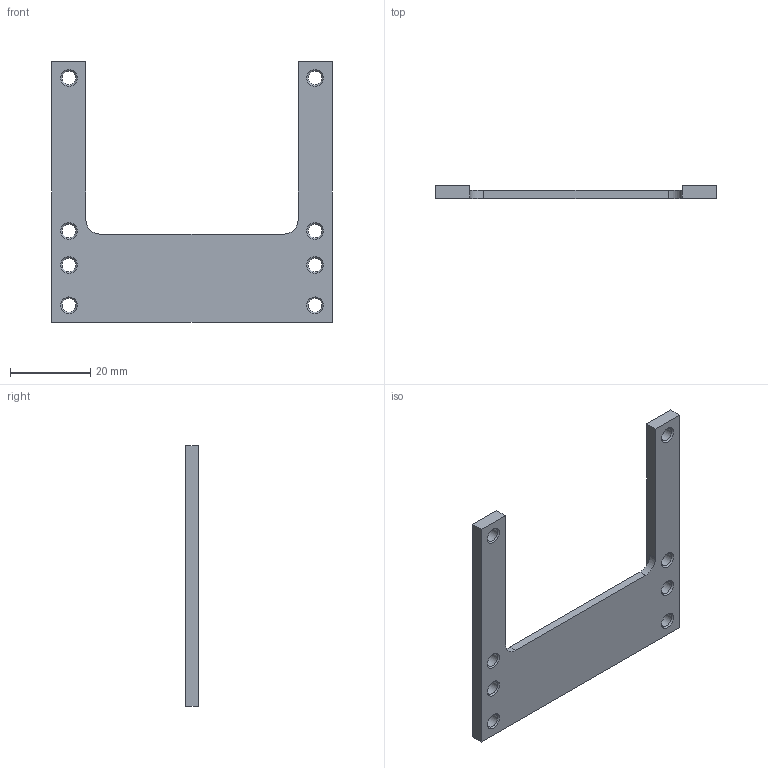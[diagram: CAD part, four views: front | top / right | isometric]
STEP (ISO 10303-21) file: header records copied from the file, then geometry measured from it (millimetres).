
FILE_DESCRIPTION(/* description */ (''),/* implementation_level */ '2;1');
FILE_NAME(/* name */ 'Film Plate.stp',/* time_stamp */ '2025-12-05T11:00:57-05:00',/* author */ (''),/* organization */ (''),/* preprocessor_version */ 'ST-DEVELOPER v20',/* originating_system */ 'SIEMENS PLM Software NX2506.1700',/* authorisation */ '');
FILE_SCHEMA (('AUTOMOTIVE_DESIGN { 1 0 10303 214 3 1 1 1 }'));
Length unit declared in the file: millimetre
Products named in the file (1): Film Plate
Bounding box: 70 x 3.17 x 65 mm (x, y, z)
Volume: 5601.1 mm3; surface area: 5696.1 mm2
Topology: 1 solids, 1 shells, 38 faces, 100 edges, 64 vertices
Faces by surface type: cone 16, plane 12, cylinder 10
Full cylindrical faces by diameter (mm): 3.454 x8
Entity records: 1040 total; most frequent: DIRECTION 182, CARTESIAN_POINT 163, ORIENTED_EDGE 136, EDGE_LOOP 78, AXIS2_PLACEMENT_3D 75, EDGE_CURVE 68, FACE_BOUND 67, VERTEX_POINT 56
